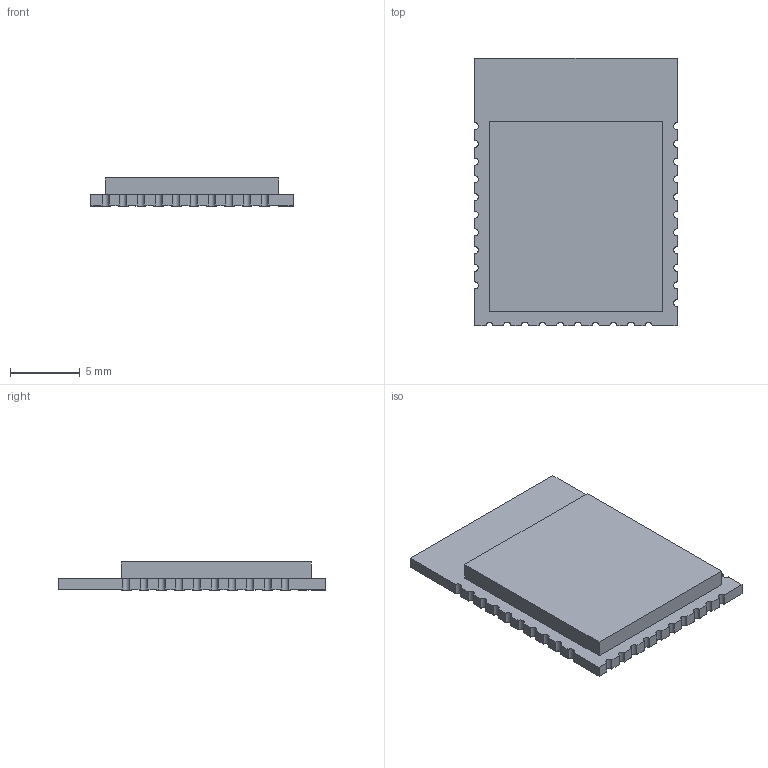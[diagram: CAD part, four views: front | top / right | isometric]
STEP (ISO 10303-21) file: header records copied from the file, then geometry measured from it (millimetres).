
FILE_DESCRIPTION( ( '' ), ' ' );
FILE_NAME( '5950ec9fc77efc0f8d312ae1.step', '2017-06-26T11:14:39', ( '' ), ( '' ), ' ', ' ', ' ' );
FILE_SCHEMA( ( 'AUTOMOTIVE_DESIGN { 1 0 10303 214 1 1 1 1 }' ) );
Length unit declared in the file: metre
Products named in the file (1): Open CASCADE STEP translator 6.8 1
Bounding box: 14.52 x 19.2 x 2.02 mm (x, y, z)
Volume: 425.5 mm3; surface area: 677.6 mm2
Topology: 1 solids, 1 shells, 197 faces, 582 edges, 388 vertices
Faces by surface type: plane 166, cylinder 31
Entity records: 11000 total; most frequent: CARTESIAN_POINT 1168, ORIENTED_EDGE 1164, DIRECTION 1040, STYLED_ITEM 779, PRESENTATION_STYLE_ASSIGNMENT 779, COLOUR_RGB 779, EDGE_CURVE 582, CURVE_STYLE 582
